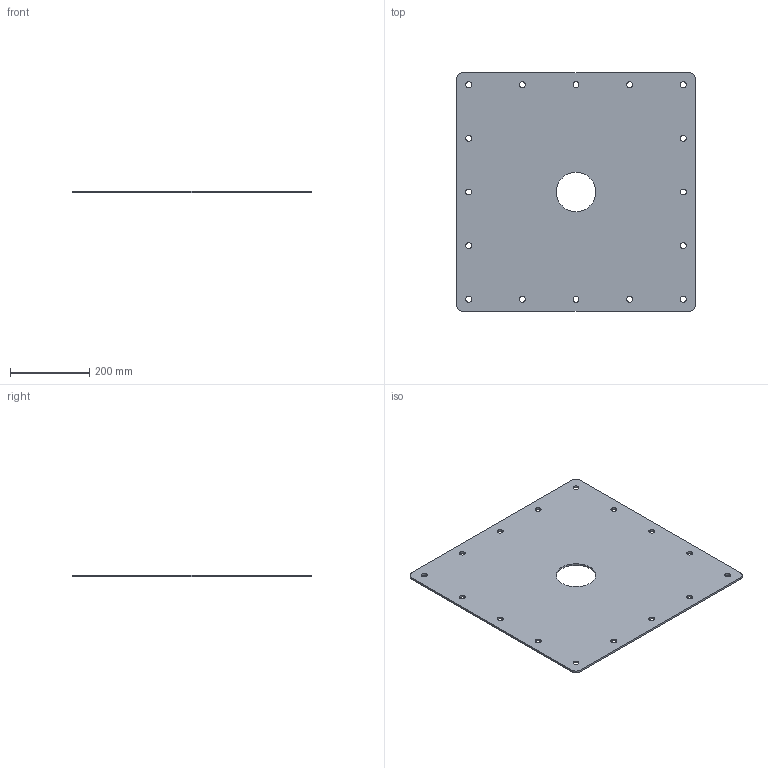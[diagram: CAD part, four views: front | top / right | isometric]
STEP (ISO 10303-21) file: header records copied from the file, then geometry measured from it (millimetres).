
FILE_DESCRIPTION(/* description */ ('STEP AP214'),/* implementation_level */ '2;1');
FILE_NAME(/* name */ '68a495360faf0b1089089c8b',/* time_stamp */ '2025-08-19T15:16:07Z',/* author */ (''),/* organization */ (''),/* preprocessor_version */ 'ST-DEVELOPER v20',/* originating_system */ 'ONSHAPE BY PTC INC, 1.202',/* authorisation */ ' ');
FILE_SCHEMA (('AUTOMOTIVE_DESIGN {1 0 10303 214 3 1 1}'));
Length unit declared in the file: metre
Products named in the file (1): Part 1
Bounding box: 600 x 600 x 5 mm (x, y, z)
Volume: 1745627.2 mm3; surface area: 715462.8 mm2
Topology: 1 solids, 1 shells, 27 faces, 75 edges, 50 vertices
Faces by surface type: cylinder 21, plane 6
Full cylindrical faces by diameter (mm): 15 x16, 100 x1
Entity records: 904 total; most frequent: DIRECTION 156, CARTESIAN_POINT 136, ORIENTED_EDGE 116, EDGE_LOOP 78, FACE_BOUND 78, AXIS2_PLACEMENT_3D 70, EDGE_CURVE 58, VERTEX_POINT 50
